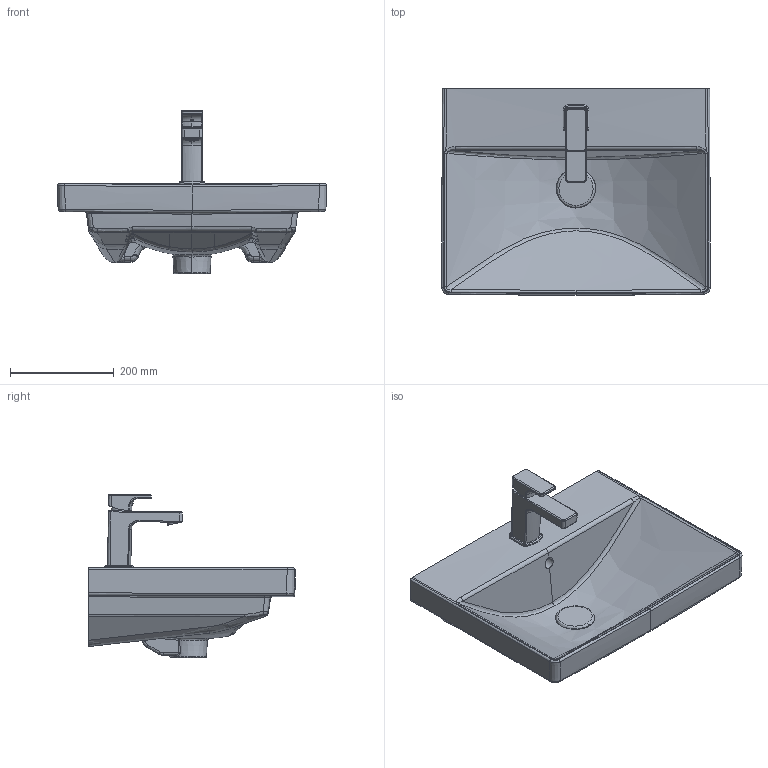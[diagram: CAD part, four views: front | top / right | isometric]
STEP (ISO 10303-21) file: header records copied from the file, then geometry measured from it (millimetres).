
FILE_DESCRIPTION(/* description */ (''),/* implementation_level */ '2;1');
FILE_NAME(/* name */ 'Sempre 51 cm Armaturlu Tapali.stp',/* time_stamp */ '2022-08-06T01:00:20+03:00',/* author */ (''),/* organization */ (''),/* preprocessor_version */ 'ST-DEVELOPER v16.7',/* originating_system */ 'SIEMENS PLM Software NX 12.0',/* authorisation */ '');
FILE_SCHEMA (('AUTOMOTIVE_DESIGN { 1 0 10303 214 3 1 1 1 }'));
Length unit declared in the file: millimetre
Products named in the file (3): model137; Faucet_001; Sempre_51_Tpl_stp
Assembly tree (2 placements, depth 2):
  Sempre_51_Tpl_stp
    Faucet_001
    model137
Bounding box: 517.59 x 397.94 x 315.04 mm (x, y, z)
Volume: 9670574.5 mm3; surface area: 789240 mm2
Topology: 3 solids, 3 shells, 425 faces, 1009 edges, 592 vertices
Faces by surface type: bspline 211, cylinder 92, plane 57, torus 39, sphere 18, cone 8
Entity records: 24286 total; most frequent: CARTESIAN_POINT 15867, ORIENTED_EDGE 2010, DIRECTION 1375, EDGE_CURVE 1005, VERTEX_POINT 590, AXIS2_PLACEMENT_3D 580, EDGE_LOOP 437, ADVANCED_FACE 425
